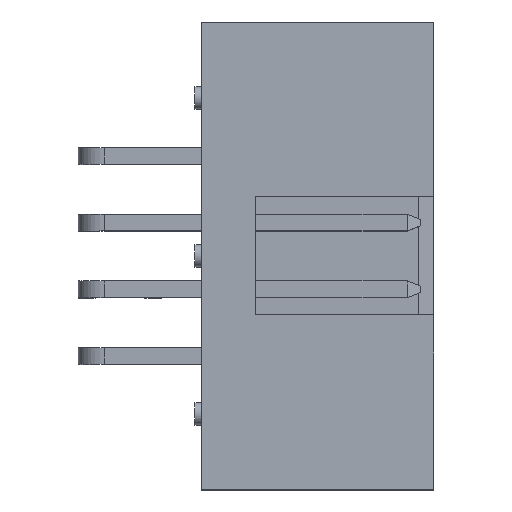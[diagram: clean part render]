
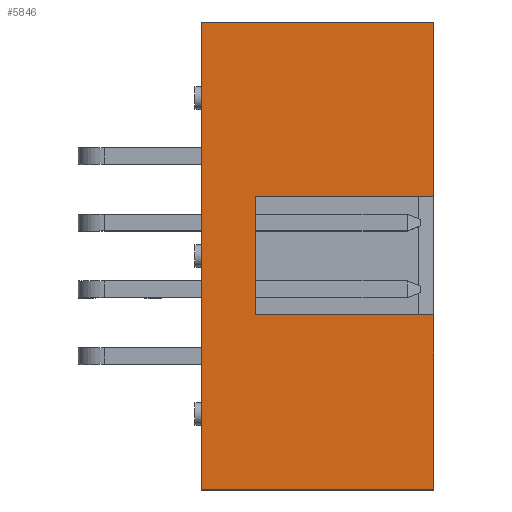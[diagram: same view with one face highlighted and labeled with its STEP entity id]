
A CAD part, top view. The second image highlights one B-rep face of the part: STEP entity #5846.
In plain terms, the highlighted face is planar.
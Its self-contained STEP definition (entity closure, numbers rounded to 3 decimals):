
#92=LINE('',#7697,#627);
#93=LINE('',#7700,#628);
#94=LINE('',#7702,#629);
#95=LINE('',#7704,#630);
#96=LINE('',#7706,#631);
#97=LINE('',#7708,#632);
#98=LINE('',#7710,#633);
#99=LINE('',#7712,#634);
#627=VECTOR('',#6527,1000.);
#628=VECTOR('',#6528,1000.);
#629=VECTOR('',#6529,1000.);
#630=VECTOR('',#6530,1000.);
#631=VECTOR('',#6531,1000.);
#632=VECTOR('',#6532,1000.);
#633=VECTOR('',#6533,1000.);
#634=VECTOR('',#6534,1000.);
#1206=ORIENTED_EDGE('',*,*,#2363,.F.);
#1207=ORIENTED_EDGE('',*,*,#2364,.T.);
#1208=ORIENTED_EDGE('',*,*,#2365,.T.);
#1209=ORIENTED_EDGE('',*,*,#2366,.F.);
#1210=ORIENTED_EDGE('',*,*,#2367,.F.);
#1211=ORIENTED_EDGE('',*,*,#2368,.F.);
#1212=ORIENTED_EDGE('',*,*,#2369,.F.);
#1213=ORIENTED_EDGE('',*,*,#2370,.F.);
#2363=EDGE_CURVE('',#2942,#2943,#92,.T.);
#2364=EDGE_CURVE('',#2942,#2944,#93,.T.);
#2365=EDGE_CURVE('',#2944,#2945,#94,.T.);
#2366=EDGE_CURVE('',#2946,#2945,#95,.T.);
#2367=EDGE_CURVE('',#2947,#2946,#96,.T.);
#2368=EDGE_CURVE('',#2948,#2947,#97,.T.);
#2369=EDGE_CURVE('',#2949,#2948,#98,.T.);
#2370=EDGE_CURVE('',#2943,#2949,#99,.T.);
#2942=VERTEX_POINT('',#7698);
#2943=VERTEX_POINT('',#7699);
#2944=VERTEX_POINT('',#7701);
#2945=VERTEX_POINT('',#7703);
#2946=VERTEX_POINT('',#7705);
#2947=VERTEX_POINT('',#7707);
#2948=VERTEX_POINT('',#7709);
#2949=VERTEX_POINT('',#7711);
#3307=EDGE_LOOP('',(#1206,#1207,#1208,#1209,#1210,#1211,#1212,#1213));
#3586=FACE_BOUND('',#3307,.T.);
#3855=PLANE('',#6115);
#5846=ADVANCED_FACE('',(#3586),#3855,.F.);
#6115=AXIS2_PLACEMENT_3D('',#7696,#6525,#6526);
#6525=DIRECTION('',(0.,1.,0.));
#6526=DIRECTION('',(0.,0.,1.));
#6527=DIRECTION('',(0.,0.,1.));
#6528=DIRECTION('',(-1.,0.,0.));
#6529=DIRECTION('',(0.,0.,1.));
#6530=DIRECTION('',(1.,0.,0.));
#6531=DIRECTION('',(0.,0.,1.));
#6532=DIRECTION('',(-1.,0.,0.));
#6533=DIRECTION('',(0.,0.,-1.));
#6534=DIRECTION('',(1.,0.,0.));
#7696=CARTESIAN_POINT('',(0.,-4.425,0.));
#7697=CARTESIAN_POINT('',(2.25,-4.425,-2.375));
#7698=CARTESIAN_POINT('',(2.25,-4.425,-2.375));
#7699=CARTESIAN_POINT('',(2.25,-4.425,4.425));
#7700=CARTESIAN_POINT('',(2.25,-4.425,-2.375));
#7701=CARTESIAN_POINT('',(-2.25,-4.425,-2.375));
#7702=CARTESIAN_POINT('',(-2.25,-4.425,-2.375));
#7703=CARTESIAN_POINT('',(-2.25,-4.425,4.425));
#7704=CARTESIAN_POINT('',(-8.91,-4.425,4.425));
#7705=CARTESIAN_POINT('',(-8.91,-4.425,4.425));
#7706=CARTESIAN_POINT('',(-8.91,-4.425,-4.425));
#7707=CARTESIAN_POINT('',(-8.91,-4.425,-4.425));
#7708=CARTESIAN_POINT('',(8.91,-4.425,-4.425));
#7709=CARTESIAN_POINT('',(8.91,-4.425,-4.425));
#7710=CARTESIAN_POINT('',(8.91,-4.425,4.425));
#7711=CARTESIAN_POINT('',(8.91,-4.425,4.425));
#7712=CARTESIAN_POINT('',(-8.91,-4.425,4.425));
